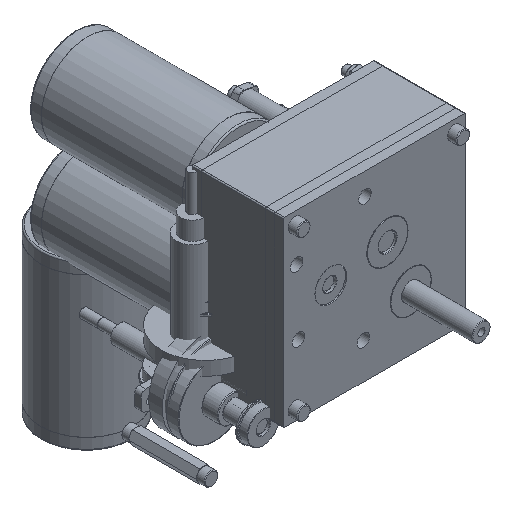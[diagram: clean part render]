
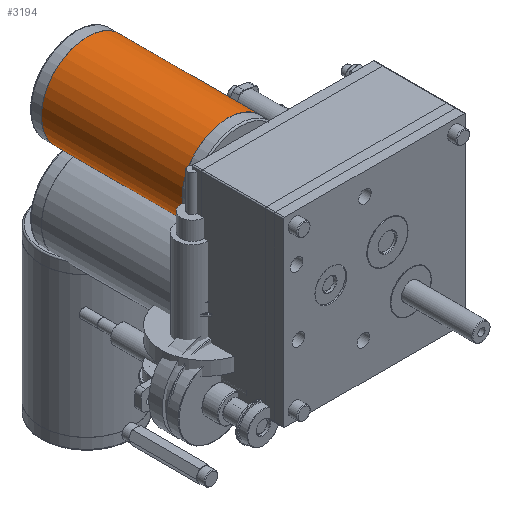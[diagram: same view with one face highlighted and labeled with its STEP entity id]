
A CAD part, isometric view. The second image highlights one B-rep face of the part: STEP entity #3194.
In plain terms, the highlighted cylindrical face has radius 32.004 mm (diameter 64.008 mm), a full revolution.
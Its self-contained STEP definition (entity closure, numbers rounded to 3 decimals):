
#3194 = ADVANCED_FACE( '', ( #5040, #5041 ), #5042, .T. );
#5040 = FACE_OUTER_BOUND( '', #7039, .T. );
#5041 = FACE_OUTER_BOUND( '', #7040, .T. );
#5042 = CYLINDRICAL_SURFACE( '', #7041, 32.004 );
#7039 = EDGE_LOOP( '', ( #11862 ) );
#7040 = EDGE_LOOP( '', ( #11863 ) );
#7041 = AXIS2_PLACEMENT_3D( '', #11864, #11865, #11866 );
#11862 = ORIENTED_EDGE( '', *, *, #13234, .F. );
#11863 = ORIENTED_EDGE( '', *, *, #13232, .T. );
#11864 = CARTESIAN_POINT( '', ( 35.56, 109.296, 19.05 ) );
#11865 = DIRECTION( '', ( 0., 0., 1. ) );
#11866 = DIRECTION( '', ( 1., 0., 0. ) );
#13232 = EDGE_CURVE( '', #15563, #15563, #15564, .F. );
#13234 = EDGE_CURVE( '', #15567, #15567, #15568, .T. );
#15563 = VERTEX_POINT( '', #19157 );
#15564 = CIRCLE( '', #19158, 32.004 );
#15567 = VERTEX_POINT( '', #19161 );
#15568 = CIRCLE( '', #19162, 32.004 );
#19157 = CARTESIAN_POINT( '', ( 35.56, 77.292, 10.82 ) );
#19158 = AXIS2_PLACEMENT_3D( '', #21729, #21730, #21731 );
#19161 = CARTESIAN_POINT( '', ( 3.556, 109.296, -87.325 ) );
#19162 = AXIS2_PLACEMENT_3D( '', #21735, #21736, #21737 );
#21729 = CARTESIAN_POINT( '', ( 35.56, 109.296, 10.82 ) );
#21730 = DIRECTION( '', ( 0., 0., 1. ) );
#21731 = DIRECTION( '', ( 0., -1., 0. ) );
#21735 = CARTESIAN_POINT( '', ( 35.56, 109.296, -87.325 ) );
#21736 = DIRECTION( '', ( 0., 0., -1. ) );
#21737 = DIRECTION( '', ( -1., 0., 0. ) );
